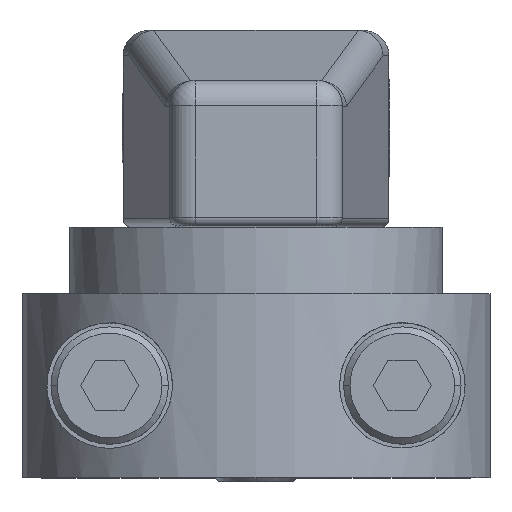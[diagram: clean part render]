
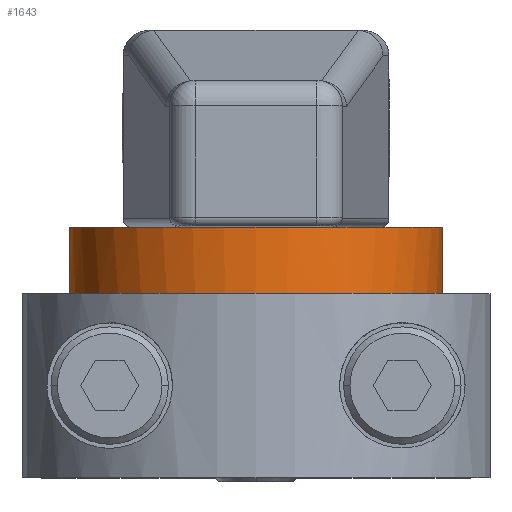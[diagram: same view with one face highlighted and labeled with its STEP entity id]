
A CAD part, top view. The second image highlights one B-rep face of the part: STEP entity #1643.
In plain terms, the highlighted cylindrical face has radius 11.113 mm (diameter 22.225 mm), a partial arc.
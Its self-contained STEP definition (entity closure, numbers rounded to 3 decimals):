
#226=CARTESIAN_POINT('',(0.,5.499,0.));
#227=DIRECTION('',(0.,1.,0.));
#228=DIRECTION('',(0.998,0.,0.069));
#229=AXIS2_PLACEMENT_3D('',#226,#227,#228);
#241=CARTESIAN_POINT('',(0.,5.499,0.));
#242=DIRECTION('',(0.,1.,0.));
#243=DIRECTION('',(-1.,0.,0.));
#244=AXIS2_PLACEMENT_3D('',#241,#242,#243);
#316=CARTESIAN_POINT('',(0.,5.499,0.));
#317=DIRECTION('',(0.,1.,0.));
#318=DIRECTION('',(-0.998,0.,0.069));
#319=AXIS2_PLACEMENT_3D('',#316,#317,#318);
#334=DIRECTION('',(0.,1.,0.));
#335=VECTOR('',#334,3.962);
#336=CARTESIAN_POINT('',(11.113,5.499,0.));
#337=LINE('',#336,#335);
#338=DIRECTION('',(0.,1.,0.));
#339=VECTOR('',#338,3.962);
#340=CARTESIAN_POINT('',(-11.113,5.499,0.));
#341=LINE('',#340,#339);
#347=CARTESIAN_POINT('',(0.,9.462,0.));
#348=DIRECTION('',(0.,1.,0.));
#349=DIRECTION('',(-1.,0.,0.));
#350=AXIS2_PLACEMENT_3D('',#347,#348,#349);
#1210=CARTESIAN_POINT('',(11.113,9.462,0.));
#1211=CARTESIAN_POINT('',(-11.113,9.462,0.));
#1212=VERTEX_POINT('',#1210);
#1213=VERTEX_POINT('',#1211);
#1214=CARTESIAN_POINT('',(11.113,5.499,0.));
#1215=VERTEX_POINT('',#1214);
#1216=CARTESIAN_POINT('',(-11.113,5.499,0.));
#1217=VERTEX_POINT('',#1216);
#1230=CARTESIAN_POINT('',(-11.086,5.499,0.762));
#1231=CARTESIAN_POINT('',(11.086,5.499,0.762));
#1232=VERTEX_POINT('',#1230);
#1233=VERTEX_POINT('',#1231);
#1629=CARTESIAN_POINT('',(0.,5.499,0.));
#1630=DIRECTION('',(0.,1.,0.));
#1631=DIRECTION('',(1.,0.,0.));
#1632=AXIS2_PLACEMENT_3D('',#1629,#1630,#1631);
#1633=CYLINDRICAL_SURFACE('',#1632,11.113);
#1634=ORIENTED_EDGE('',*,*,#1595,.F.);
#1635=ORIENTED_EDGE('',*,*,#1493,.F.);
#1636=ORIENTED_EDGE('',*,*,#1616,.T.);
#1638=ORIENTED_EDGE('',*,*,#1637,.T.);
#1639=ORIENTED_EDGE('',*,*,#1612,.F.);
#1640=ORIENTED_EDGE('',*,*,#1474,.F.);
#1641=EDGE_LOOP('',(#1634,#1635,#1636,#1638,#1639,#1640));
#1642=FACE_OUTER_BOUND('',#1641,.F.);
#1643=ADVANCED_FACE('',(#1642),#1633,.T.);
#230=CIRCLE('',#229,11.113);
#245=CIRCLE('',#244,11.113);
#320=CIRCLE('',#319,11.113);
#351=CIRCLE('',#350,11.113);
#1474=EDGE_CURVE('',#1233,#1215,#230,.T.);
#1493=EDGE_CURVE('',#1217,#1232,#245,.T.);
#1595=EDGE_CURVE('',#1232,#1233,#320,.T.);
#1612=EDGE_CURVE('',#1215,#1212,#337,.T.);
#1616=EDGE_CURVE('',#1217,#1213,#341,.T.);
#1637=EDGE_CURVE('',#1213,#1212,#351,.T.);
